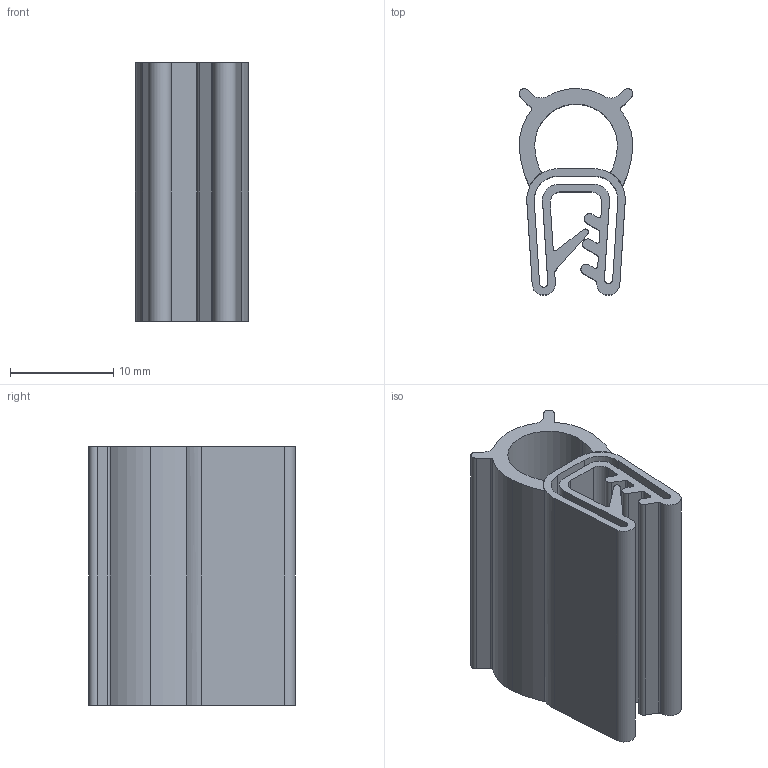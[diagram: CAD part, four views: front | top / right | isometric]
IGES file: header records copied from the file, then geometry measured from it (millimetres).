
Start section: ------------------------------------------------------------------------
Global section: file name: PC50.9904.TEM_1011_05_FR01_5734.igs; native system: spGate; preprocessor: ver17.5.1; author: Unknown; organization: Unknown; date: 210316.093528; units: millimetre
Bounding box: 11 x 20 x 25 mm (x, y, z)
Volume: 2188.3 mm3; surface area: 4687.6 mm2
Topology: 2 solids, 2 shells, 75 faces, 213 edges, 142 vertices
Faces by surface type: bspline 75
